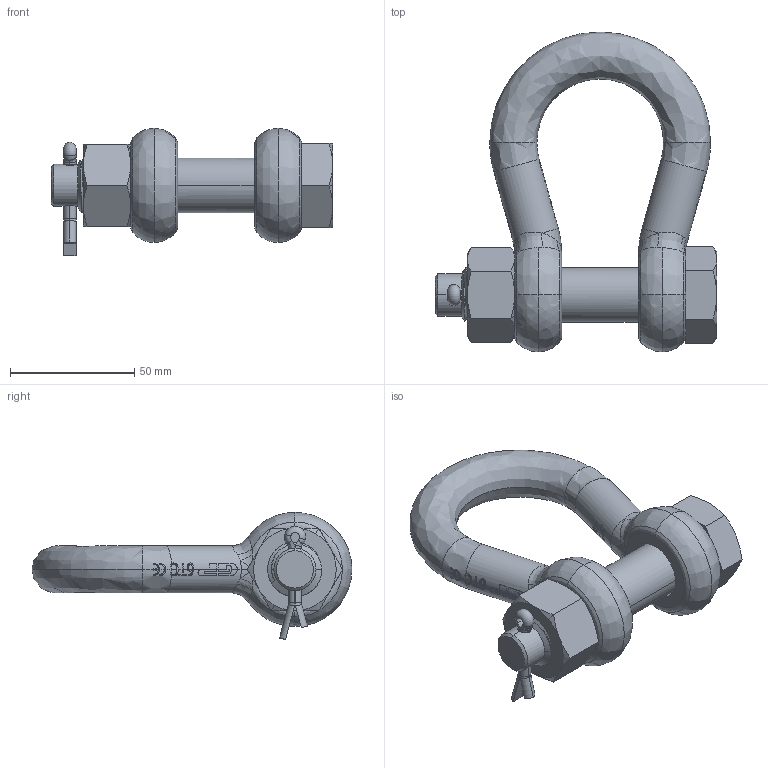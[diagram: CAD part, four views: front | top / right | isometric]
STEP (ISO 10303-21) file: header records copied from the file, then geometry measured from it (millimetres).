
FILE_DESCRIPTION(('STEP AP214'),'1');
FILE_NAME('sughmb19.stp','2017-03-31T06:24:08',('TraceParts'),('TraceParts S.A.'),'Spatial InterOp 3D',' ',' ');
FILE_SCHEMA(('automotive_design'));
Length unit declared in the file: millimetre
Products named in the file (4): sughmb19_1; sughmb19_2; sughmb19_3; sughmb19_4
Bounding box: 113.5 x 129 x 51.32 mm (x, y, z)
Volume: 154275.7 mm3; surface area: 40007.8 mm2
Topology: 4 solids, 4 shells, 699 faces, 1931 edges, 1245 vertices
Faces by surface type: bspline 268, plane 253, cylinder 144, cone 29, torus 5
Entity records: 36652 total; most frequent: CARTESIAN_POINT 21583, ORIENTED_EDGE 3846, DIRECTION 2076, EDGE_CURVE 1923, VERTEX_POINT 1245, LINE 832, VECTOR 832, EDGE_LOOP 720
